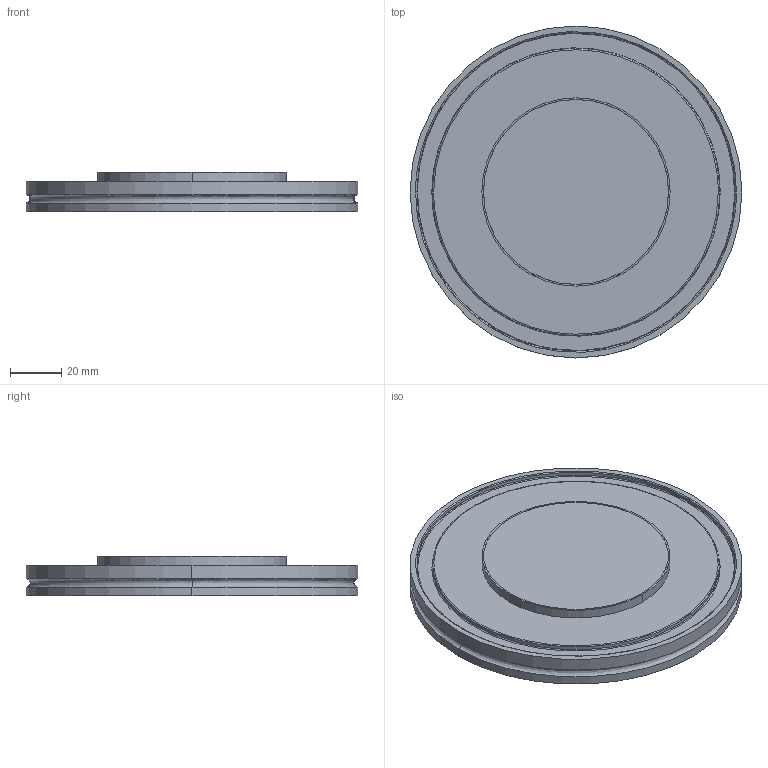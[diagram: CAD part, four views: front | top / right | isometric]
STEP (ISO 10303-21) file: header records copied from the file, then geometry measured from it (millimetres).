
FILE_DESCRIPTION (( 'STEP AP203' ), '1' );
FILE_NAME ('A9152-1-ISO.STEP', '2019-06-20T17:22:22', ( '' ), ( '' ), 'SwSTEP 2.0', 'SolidWorks 2019', '' );
FILE_SCHEMA (( 'CONFIG_CONTROL_DESIGN' ));
Length unit declared in the file: inch
Products named in the file (1): A9152-1-ISO
Bounding box: 130.05 x 130.05 x 15.62 mm (x, y, z)
Volume: 129279.2 mm3; surface area: 41490.6 mm2
Topology: 2 solids, 2 shells, 52 faces, 102 edges, 60 vertices
Faces by surface type: cylinder 20, bspline 18, plane 10, cone 2, torus 2
Entity records: 2927 total; most frequent: CARTESIAN_POINT 1833, DIRECTION 220, ORIENTED_EDGE 204, EDGE_CURVE 102, AXIS2_PLACEMENT_3D 99, CIRCLE 64, EDGE_LOOP 60, VERTEX_POINT 60
